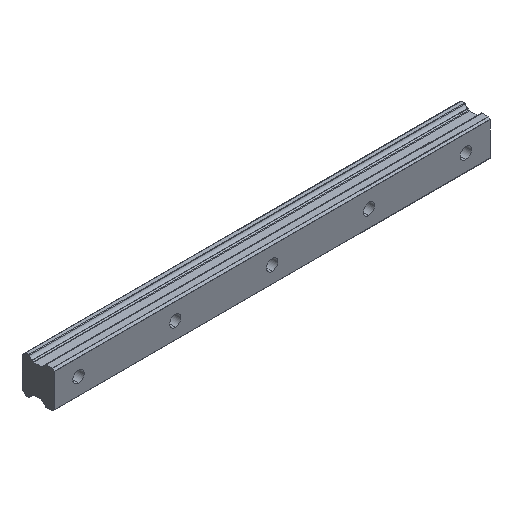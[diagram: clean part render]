
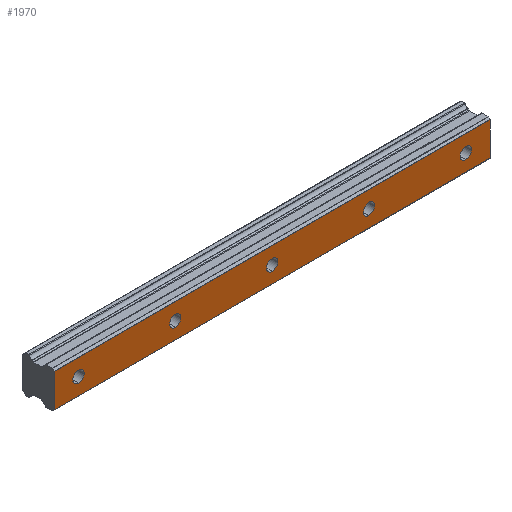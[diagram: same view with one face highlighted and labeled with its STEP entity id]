
A CAD part, isometric view. The second image highlights one B-rep face of the part: STEP entity #1970.
In plain terms, the highlighted planar face has unit normal (0, -1, 0).
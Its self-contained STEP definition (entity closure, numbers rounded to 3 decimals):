
#4 = CARTESIAN_POINT ( 'NONE',  ( 120., 0., 3.5 ) ) ;
#34 = EDGE_LOOP ( 'NONE', ( #1503, #1357 ) ) ;
#37 = FACE_BOUND ( 'NONE', #34, .T. ) ;
#102 = CIRCLE ( 'NONE', #1816, 3.5 ) ;
#107 = VERTEX_POINT ( 'NONE', #1374 ) ;
#108 = CARTESIAN_POINT ( 'NONE',  ( 120., 0., 0. ) ) ;
#110 = EDGE_CURVE ( 'NONE', #802, #236, #1605, .T. ) ;
#113 = EDGE_CURVE ( 'NONE', #660, #1368, #1894, .T. ) ;
#147 = CARTESIAN_POINT ( 'NONE',  ( 0., 0., 0. ) ) ;
#183 = CARTESIAN_POINT ( 'NONE',  ( 180., 0., -3.5 ) ) ;
#189 = DIRECTION ( 'NONE',  ( 0., 0., 1. ) ) ;
#220 = VERTEX_POINT ( 'NONE', #1780 ) ;
#236 = VERTEX_POINT ( 'NONE', #1466 ) ;
#238 = VECTOR ( 'NONE', #681, 1000. ) ;
#253 = VERTEX_POINT ( 'NONE', #765 ) ;
#275 = DIRECTION ( 'NONE',  ( 0., 0., -1. ) ) ;
#294 = VERTEX_POINT ( 'NONE', #1623 ) ;
#322 = DIRECTION ( 'NONE',  ( 0., -1., 0. ) ) ;
#324 = CARTESIAN_POINT ( 'NONE',  ( 240., 0., -3.5 ) ) ;
#330 = CIRCLE ( 'NONE', #556, 3.5 ) ;
#345 = EDGE_CURVE ( 'NONE', #107, #468, #1392, .T. ) ;
#362 = DIRECTION ( 'NONE',  ( 1., 0., 0. ) ) ;
#411 = CARTESIAN_POINT ( 'NONE',  ( 180., 0., 0. ) ) ;
#421 = DIRECTION ( 'NONE',  ( 0., 1., 0. ) ) ;
#423 = DIRECTION ( 'NONE',  ( 0., -1., 0. ) ) ;
#433 = EDGE_LOOP ( 'NONE', ( #814, #2116 ) ) ;
#465 = VERTEX_POINT ( 'NONE', #4 ) ;
#468 = VERTEX_POINT ( 'NONE', #916 ) ;
#471 = DIRECTION ( 'NONE',  ( 0., 0., 1. ) ) ;
#500 = VECTOR ( 'NONE', #2223, 1000. ) ;
#505 = AXIS2_PLACEMENT_3D ( 'NONE', #1386, #1244, #1931 ) ;
#515 = EDGE_LOOP ( 'NONE', ( #690, #845 ) ) ;
#556 = AXIS2_PLACEMENT_3D ( 'NONE', #1138, #1292, #2010 ) ;
#575 = EDGE_CURVE ( 'NONE', #236, #802, #1707, .T. ) ;
#613 = AXIS2_PLACEMENT_3D ( 'NONE', #1630, #421, #1474 ) ;
#627 = EDGE_CURVE ( 'NONE', #253, #1621, #663, .T. ) ;
#635 = DIRECTION ( 'NONE',  ( 0., 0., 1. ) ) ;
#643 = EDGE_CURVE ( 'NONE', #1156, #220, #713, .T. ) ;
#645 = CARTESIAN_POINT ( 'NONE',  ( 255., 0., -10.286 ) ) ;
#650 = CIRCLE ( 'NONE', #1241, 3.5 ) ;
#660 = VERTEX_POINT ( 'NONE', #2200 ) ;
#663 = LINE ( 'NONE', #1683, #1407 ) ;
#681 = DIRECTION ( 'NONE',  ( 0., 0., 1. ) ) ;
#686 = EDGE_CURVE ( 'NONE', #2193, #974, #930, .T. ) ;
#687 = CARTESIAN_POINT ( 'NONE',  ( 180., 0., 0. ) ) ;
#690 = ORIENTED_EDGE ( 'NONE', *, *, #2191, .F. ) ;
#713 = CIRCLE ( 'NONE', #2166, 3.5 ) ;
#737 = FACE_BOUND ( 'NONE', #1478, .T. ) ;
#765 = CARTESIAN_POINT ( 'NONE',  ( 255., 0., 10.286 ) ) ;
#802 = VERTEX_POINT ( 'NONE', #183 ) ;
#810 = EDGE_CURVE ( 'NONE', #468, #253, #1406, .T. ) ;
#814 = ORIENTED_EDGE ( 'NONE', *, *, #113, .F. ) ;
#845 = ORIENTED_EDGE ( 'NONE', *, *, #686, .F. ) ;
#847 = ORIENTED_EDGE ( 'NONE', *, *, #1624, .F. ) ;
#889 = ORIENTED_EDGE ( 'NONE', *, *, #1737, .F. ) ;
#916 = CARTESIAN_POINT ( 'NONE',  ( -15., 0., 10.286 ) ) ;
#924 = DIRECTION ( 'NONE',  ( 0., -1., 0. ) ) ;
#930 = CIRCLE ( 'NONE', #1849, 3.5 ) ;
#956 = EDGE_LOOP ( 'NONE', ( #889, #1959, #1732, #1698 ) ) ;
#974 = VERTEX_POINT ( 'NONE', #1464 ) ;
#1000 = CARTESIAN_POINT ( 'NONE',  ( 60., 0., 0. ) ) ;
#1016 = LINE ( 'NONE', #1720, #500 ) ;
#1096 = PLANE ( 'NONE',  #613 ) ;
#1138 = CARTESIAN_POINT ( 'NONE',  ( 60., 0., 0. ) ) ;
#1156 = VERTEX_POINT ( 'NONE', #2180 ) ;
#1165 = VECTOR ( 'NONE', #362, 1000. ) ;
#1172 = CIRCLE ( 'NONE', #1715, 3.5 ) ;
#1206 = AXIS2_PLACEMENT_3D ( 'NONE', #687, #2081, #189 ) ;
#1209 = EDGE_CURVE ( 'NONE', #220, #1156, #650, .T. ) ;
#1240 = CARTESIAN_POINT ( 'NONE',  ( -15., 0., 10.286 ) ) ;
#1241 = AXIS2_PLACEMENT_3D ( 'NONE', #147, #2222, #1519 ) ;
#1244 = DIRECTION ( 'NONE',  ( 0., -1., 0. ) ) ;
#1268 = DIRECTION ( 'NONE',  ( 0., 0., 1. ) ) ;
#1292 = DIRECTION ( 'NONE',  ( 0., -1., 0. ) ) ;
#1325 = DIRECTION ( 'NONE',  ( 0., 0., 1. ) ) ;
#1337 = CARTESIAN_POINT ( 'NONE',  ( 0., 0., 0. ) ) ;
#1347 = CARTESIAN_POINT ( 'NONE',  ( 120., 0., 0. ) ) ;
#1357 = ORIENTED_EDGE ( 'NONE', *, *, #1209, .F. ) ;
#1368 = VERTEX_POINT ( 'NONE', #324 ) ;
#1374 = CARTESIAN_POINT ( 'NONE',  ( -15., 0., -10.286 ) ) ;
#1386 = CARTESIAN_POINT ( 'NONE',  ( 240., 0., 0. ) ) ;
#1392 = LINE ( 'NONE', #1240, #238 ) ;
#1406 = LINE ( 'NONE', #1934, #1165 ) ;
#1407 = VECTOR ( 'NONE', #275, 1000. ) ;
#1413 = CIRCLE ( 'NONE', #1926, 3.5 ) ;
#1419 = EDGE_CURVE ( 'NONE', #1368, #660, #1172, .T. ) ;
#1464 = CARTESIAN_POINT ( 'NONE',  ( 60., 0., 3.5 ) ) ;
#1466 = CARTESIAN_POINT ( 'NONE',  ( 180., 0., 3.5 ) ) ;
#1474 = DIRECTION ( 'NONE',  ( 0., 0., 1. ) ) ;
#1478 = EDGE_LOOP ( 'NONE', ( #847, #2048 ) ) ;
#1503 = ORIENTED_EDGE ( 'NONE', *, *, #643, .F. ) ;
#1519 = DIRECTION ( 'NONE',  ( 0., 0., 1. ) ) ;
#1605 = CIRCLE ( 'NONE', #1206, 3.5 ) ;
#1621 = VERTEX_POINT ( 'NONE', #645 ) ;
#1623 = CARTESIAN_POINT ( 'NONE',  ( 120., 0., -3.5 ) ) ;
#1624 = EDGE_CURVE ( 'NONE', #465, #294, #1413, .T. ) ;
#1630 = CARTESIAN_POINT ( 'NONE',  ( 255., 0., 10.286 ) ) ;
#1683 = CARTESIAN_POINT ( 'NONE',  ( 255., 0., 10.286 ) ) ;
#1698 = ORIENTED_EDGE ( 'NONE', *, *, #345, .F. ) ;
#1707 = CIRCLE ( 'NONE', #1809, 3.5 ) ;
#1715 = AXIS2_PLACEMENT_3D ( 'NONE', #1772, #924, #1268 ) ;
#1717 = ORIENTED_EDGE ( 'NONE', *, *, #575, .F. ) ;
#1720 = CARTESIAN_POINT ( 'NONE',  ( 255., 0., -10.286 ) ) ;
#1732 = ORIENTED_EDGE ( 'NONE', *, *, #810, .F. ) ;
#1737 = EDGE_CURVE ( 'NONE', #1621, #107, #1016, .T. ) ;
#1772 = CARTESIAN_POINT ( 'NONE',  ( 240., 0., 0. ) ) ;
#1780 = CARTESIAN_POINT ( 'NONE',  ( 0., 0., -3.5 ) ) ;
#1808 = DIRECTION ( 'NONE',  ( 0., 0., 1. ) ) ;
#1809 = AXIS2_PLACEMENT_3D ( 'NONE', #411, #423, #1808 ) ;
#1816 = AXIS2_PLACEMENT_3D ( 'NONE', #108, #2037, #471 ) ;
#1817 = EDGE_LOOP ( 'NONE', ( #1717, #2054 ) ) ;
#1821 = FACE_BOUND ( 'NONE', #433, .T. ) ;
#1845 = DIRECTION ( 'NONE',  ( 0., 0., 1. ) ) ;
#1849 = AXIS2_PLACEMENT_3D ( 'NONE', #1000, #1860, #635 ) ;
#1860 = DIRECTION ( 'NONE',  ( 0., -1., 0. ) ) ;
#1894 = CIRCLE ( 'NONE', #505, 3.5 ) ;
#1926 = AXIS2_PLACEMENT_3D ( 'NONE', #1347, #2162, #1325 ) ;
#1931 = DIRECTION ( 'NONE',  ( 0., 0., 1. ) ) ;
#1934 = CARTESIAN_POINT ( 'NONE',  ( 255., 0., 10.286 ) ) ;
#1959 = ORIENTED_EDGE ( 'NONE', *, *, #627, .F. ) ;
#1970 = ADVANCED_FACE ( 'NONE', ( #2154, #37, #1821, #1990, #737, #2119 ), #1096, .F. ) ;
#1990 = FACE_BOUND ( 'NONE', #1817, .T. ) ;
#2010 = DIRECTION ( 'NONE',  ( 0., 0., 1. ) ) ;
#2037 = DIRECTION ( 'NONE',  ( 0., -1., 0. ) ) ;
#2048 = ORIENTED_EDGE ( 'NONE', *, *, #2073, .F. ) ;
#2054 = ORIENTED_EDGE ( 'NONE', *, *, #110, .F. ) ;
#2073 = EDGE_CURVE ( 'NONE', #294, #465, #102, .T. ) ;
#2081 = DIRECTION ( 'NONE',  ( 0., -1., 0. ) ) ;
#2116 = ORIENTED_EDGE ( 'NONE', *, *, #1419, .F. ) ;
#2119 = FACE_BOUND ( 'NONE', #515, .T. ) ;
#2142 = CARTESIAN_POINT ( 'NONE',  ( 60., 0., -3.5 ) ) ;
#2154 = FACE_OUTER_BOUND ( 'NONE', #956, .T. ) ;
#2162 = DIRECTION ( 'NONE',  ( 0., -1., 0. ) ) ;
#2166 = AXIS2_PLACEMENT_3D ( 'NONE', #1337, #322, #1845 ) ;
#2180 = CARTESIAN_POINT ( 'NONE',  ( 0., 0., 3.5 ) ) ;
#2191 = EDGE_CURVE ( 'NONE', #974, #2193, #330, .T. ) ;
#2193 = VERTEX_POINT ( 'NONE', #2142 ) ;
#2200 = CARTESIAN_POINT ( 'NONE',  ( 240., 0., 3.5 ) ) ;
#2222 = DIRECTION ( 'NONE',  ( 0., -1., 0. ) ) ;
#2223 = DIRECTION ( 'NONE',  ( -1., 0., 0. ) ) ;
